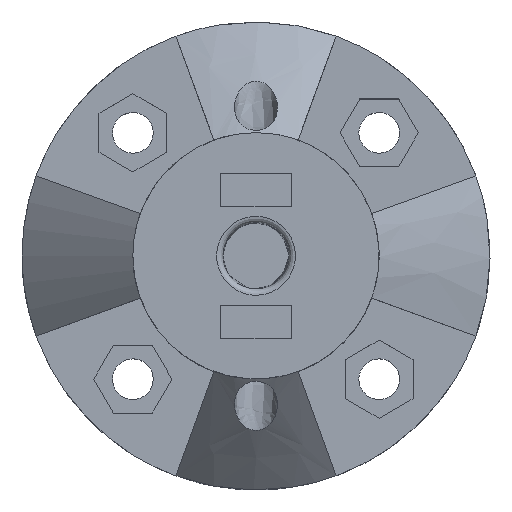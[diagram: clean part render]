
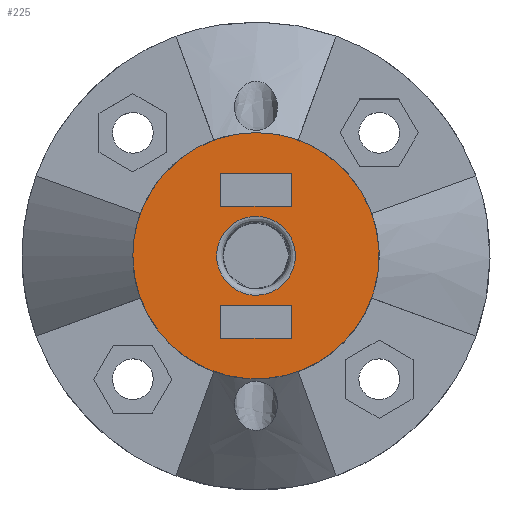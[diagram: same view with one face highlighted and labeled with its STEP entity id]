
A CAD part, top view. The second image highlights one B-rep face of the part: STEP entity #225.
In plain terms, the highlighted free-form (B-spline) face has degree [1, 1] with [2, 2] control points.
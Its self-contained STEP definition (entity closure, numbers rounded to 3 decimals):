
#21 = EDGE_CURVE('',#22,#22,#24,.T.);
#22 = VERTEX_POINT('',#23);
#23 = CARTESIAN_POINT('',(3.676,0.,
    12.636));
#24 = ( BOUNDED_CURVE() B_SPLINE_CURVE(2,(#25,#26,#27,#28,#29,#30,#31),
.UNSPECIFIED.,.T.,.F.) B_SPLINE_CURVE_WITH_KNOTS((1,2,2,2,2,1),(
    -2.094,0.,2.094,4.189,6.283,
8.378),.UNSPECIFIED.) CURVE() GEOMETRIC_REPRESENTATION_ITEM() 
RATIONAL_B_SPLINE_CURVE((1.,0.5,1.,0.5,1.,0.5,1.)) REPRESENTATION_ITEM(
  '') );
#25 = CARTESIAN_POINT('',(3.676,0.,12.636));
#26 = CARTESIAN_POINT('',(3.676,6.367,12.636)
  );
#27 = CARTESIAN_POINT('',(-1.838,3.184,12.636
    ));
#28 = CARTESIAN_POINT('',(-7.352,0.,
    12.636));
#29 = CARTESIAN_POINT('',(-1.838,-3.184,
    12.636));
#30 = CARTESIAN_POINT('',(3.676,-6.367,12.636
    ));
#31 = CARTESIAN_POINT('',(3.676,0.,12.636));
#225 = ADVANCED_FACE('',(#226,#240,#270,#300),#303,.T.);
#226 = FACE_BOUND('',#227,.T.);
#227 = EDGE_LOOP('',(#228));
#228 = ORIENTED_EDGE('',*,*,#229,.T.);
#229 = EDGE_CURVE('',#230,#230,#232,.T.);
#230 = VERTEX_POINT('',#231);
#231 = CARTESIAN_POINT('',(-11.488,0.,
    12.636));
#232 = ( BOUNDED_CURVE() B_SPLINE_CURVE(2,(#233,#234,#235,#236,#237,#238
,#239),.UNSPECIFIED.,.T.,.F.) B_SPLINE_CURVE_WITH_KNOTS((3,2,2,3),(
    3.142,5.236,7.33,9.425),
.PIECEWISE_BEZIER_KNOTS.) CURVE() GEOMETRIC_REPRESENTATION_ITEM() 
RATIONAL_B_SPLINE_CURVE((1.,0.5,1.,0.5,1.,0.5,1.)) REPRESENTATION_ITEM(
  '') );
#233 = CARTESIAN_POINT('',(-11.488,0.,
    12.636));
#234 = CARTESIAN_POINT('',(-11.488,-19.897,
    12.636));
#235 = CARTESIAN_POINT('',(5.744,-9.949,
    12.636));
#236 = CARTESIAN_POINT('',(22.975,0.,
    12.636));
#237 = CARTESIAN_POINT('',(5.744,9.949,12.636
    ));
#238 = CARTESIAN_POINT('',(-11.488,19.897,
    12.636));
#239 = CARTESIAN_POINT('',(-11.488,0.,
    12.636));
#240 = FACE_BOUND('',#241,.T.);
#241 = EDGE_LOOP('',(#242,#251,#258,#265));
#242 = ORIENTED_EDGE('',*,*,#243,.T.);
#243 = EDGE_CURVE('',#244,#246,#248,.T.);
#244 = VERTEX_POINT('',#245);
#245 = CARTESIAN_POINT('',(3.274,7.697,12.636
    ));
#246 = VERTEX_POINT('',#247);
#247 = CARTESIAN_POINT('',(3.274,4.595,12.636
    ));
#248 = B_SPLINE_CURVE_WITH_KNOTS('',1,(#249,#250),.UNSPECIFIED.,.F.,.F.,
  (2,2),(-4.7,-2.),.PIECEWISE_BEZIER_KNOTS.);
#249 = CARTESIAN_POINT('',(3.274,7.697,12.636
    ));
#250 = CARTESIAN_POINT('',(3.274,4.595,12.636
    ));
#251 = ORIENTED_EDGE('',*,*,#252,.T.);
#252 = EDGE_CURVE('',#246,#253,#255,.T.);
#253 = VERTEX_POINT('',#254);
#254 = CARTESIAN_POINT('',(-3.274,4.595,
    12.636));
#255 = B_SPLINE_CURVE_WITH_KNOTS('',1,(#256,#257),.UNSPECIFIED.,.F.,.F.,
  (2,2),(-4.275,1.425),.PIECEWISE_BEZIER_KNOTS.);
#256 = CARTESIAN_POINT('',(3.274,4.595,12.636
    ));
#257 = CARTESIAN_POINT('',(-3.274,4.595,
    12.636));
#258 = ORIENTED_EDGE('',*,*,#259,.T.);
#259 = EDGE_CURVE('',#253,#260,#262,.T.);
#260 = VERTEX_POINT('',#261);
#261 = CARTESIAN_POINT('',(-3.274,7.697,
    12.636));
#262 = B_SPLINE_CURVE_WITH_KNOTS('',1,(#263,#264),.UNSPECIFIED.,.F.,.F.,
  (2,2),(0.65,3.35),.PIECEWISE_BEZIER_KNOTS.);
#263 = CARTESIAN_POINT('',(-3.274,4.595,
    12.636));
#264 = CARTESIAN_POINT('',(-3.274,7.697,
    12.636));
#265 = ORIENTED_EDGE('',*,*,#266,.T.);
#266 = EDGE_CURVE('',#260,#244,#267,.T.);
#267 = B_SPLINE_CURVE_WITH_KNOTS('',1,(#268,#269),.UNSPECIFIED.,.F.,.F.,
  (2,2),(-4.275,1.425),.PIECEWISE_BEZIER_KNOTS.);
#268 = CARTESIAN_POINT('',(-3.274,7.697,
    12.636));
#269 = CARTESIAN_POINT('',(3.274,7.697,12.636
    ));
#270 = FACE_BOUND('',#271,.T.);
#271 = EDGE_LOOP('',(#272,#281,#288,#295));
#272 = ORIENTED_EDGE('',*,*,#273,.T.);
#273 = EDGE_CURVE('',#274,#276,#278,.T.);
#274 = VERTEX_POINT('',#275);
#275 = CARTESIAN_POINT('',(-3.274,-7.697,
    12.636));
#276 = VERTEX_POINT('',#277);
#277 = CARTESIAN_POINT('',(-3.274,-4.595,
    12.636));
#278 = B_SPLINE_CURVE_WITH_KNOTS('',1,(#279,#280),.UNSPECIFIED.,.F.,.F.,
  (2,2),(-4.7,-2.),.PIECEWISE_BEZIER_KNOTS.);
#279 = CARTESIAN_POINT('',(-3.274,-7.697,
    12.636));
#280 = CARTESIAN_POINT('',(-3.274,-4.595,
    12.636));
#281 = ORIENTED_EDGE('',*,*,#282,.T.);
#282 = EDGE_CURVE('',#276,#283,#285,.T.);
#283 = VERTEX_POINT('',#284);
#284 = CARTESIAN_POINT('',(3.274,-4.595,
    12.636));
#285 = B_SPLINE_CURVE_WITH_KNOTS('',1,(#286,#287),.UNSPECIFIED.,.F.,.F.,
  (2,2),(-4.275,1.425),.PIECEWISE_BEZIER_KNOTS.);
#286 = CARTESIAN_POINT('',(-3.274,-4.595,
    12.636));
#287 = CARTESIAN_POINT('',(3.274,-4.595,
    12.636));
#288 = ORIENTED_EDGE('',*,*,#289,.T.);
#289 = EDGE_CURVE('',#283,#290,#292,.T.);
#290 = VERTEX_POINT('',#291);
#291 = CARTESIAN_POINT('',(3.274,-7.697,
    12.636));
#292 = B_SPLINE_CURVE_WITH_KNOTS('',1,(#293,#294),.UNSPECIFIED.,.F.,.F.,
  (2,2),(0.65,3.35),.PIECEWISE_BEZIER_KNOTS.);
#293 = CARTESIAN_POINT('',(3.274,-4.595,
    12.636));
#294 = CARTESIAN_POINT('',(3.274,-7.697,
    12.636));
#295 = ORIENTED_EDGE('',*,*,#296,.T.);
#296 = EDGE_CURVE('',#290,#274,#297,.T.);
#297 = B_SPLINE_CURVE_WITH_KNOTS('',1,(#298,#299),.UNSPECIFIED.,.F.,.F.,
  (2,2),(-4.275,1.425),.PIECEWISE_BEZIER_KNOTS.);
#298 = CARTESIAN_POINT('',(3.274,-7.697,
    12.636));
#299 = CARTESIAN_POINT('',(-3.274,-7.697,
    12.636));
#300 = FACE_BOUND('',#301,.T.);
#301 = EDGE_LOOP('',(#302));
#302 = ORIENTED_EDGE('',*,*,#21,.F.);
#303 = B_SPLINE_SURFACE_WITH_KNOTS('',1,1,(
    (#304,#305)
    ,(#306,#307
    )),.UNSPECIFIED.,.F.,.F.,.F.,(2,2),(2,2),(-10.,10.),(-10.,10.),
  .PIECEWISE_BEZIER_KNOTS.);
#304 = CARTESIAN_POINT('',(-11.488,-11.488,
    12.636));
#305 = CARTESIAN_POINT('',(-11.488,11.488,
    12.636));
#306 = CARTESIAN_POINT('',(11.488,-11.488,
    12.636));
#307 = CARTESIAN_POINT('',(11.488,11.488,
    12.636));
